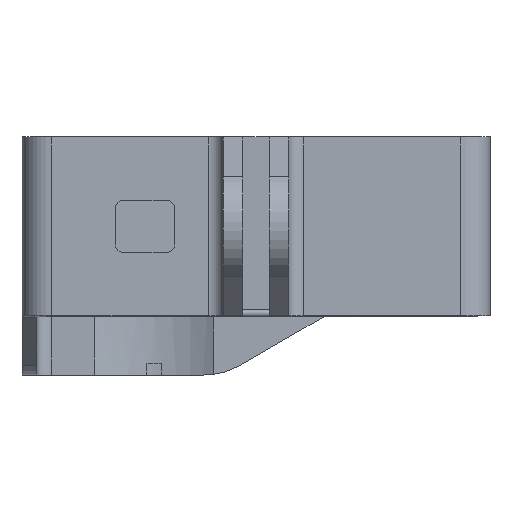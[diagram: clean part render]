
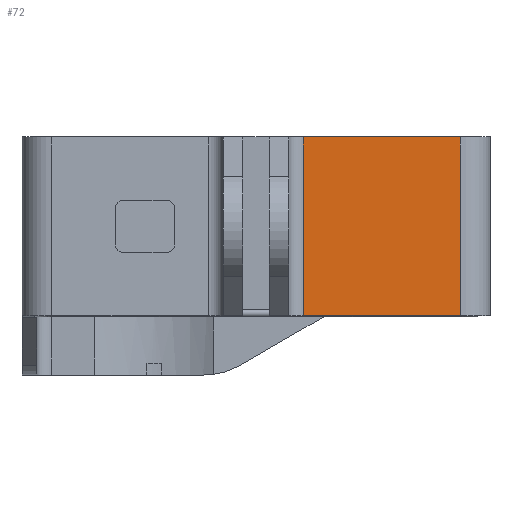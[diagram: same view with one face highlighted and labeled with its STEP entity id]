
A CAD part, front view. The second image highlights one B-rep face of the part: STEP entity #72.
In plain terms, the highlighted planar face has unit normal (0, -1, 0).
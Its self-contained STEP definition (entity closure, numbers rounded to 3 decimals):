
#72 = ADVANCED_FACE ( 'NONE', ( #1333 ), #1334, .F. ) ;
#193 = EDGE_CURVE ( 'NONE', #1002, #1003, #2201, .T. ) ;
#345 = EDGE_CURVE ( 'NONE', #532, #528, #1603, .T. ) ;
#346 = EDGE_CURVE ( 'NONE', #528, #1003, #1606, .T. ) ;
#348 = EDGE_CURVE ( 'NONE', #532, #1002, #1611, .T. ) ;
#528 = VERTEX_POINT ( 'NONE', #3018 ) ;
#532 = VERTEX_POINT ( 'NONE', #3022 ) ;
#732 = VECTOR ( 'NONE', #2206, 1000. ) ;
#899 = EDGE_LOOP ( 'NONE', ( #2730, #2733, #2836, #2713 ) ) ;
#1002 = VERTEX_POINT ( 'NONE', #3101 ) ;
#1003 = VERTEX_POINT ( 'NONE', #3102 ) ;
#1154 = VECTOR ( 'NONE', #1615, 1000. ) ;
#1160 = VECTOR ( 'NONE', #1605, 1000. ) ;
#1161 = VECTOR ( 'NONE', #1608, 1000. ) ;
#1326 = CARTESIAN_POINT ( 'NONE',  ( 6.4, -22.8, 12.075 ) ) ;
#1333 = FACE_OUTER_BOUND ( 'NONE', #899, .T. ) ;
#1334 = PLANE ( 'NONE',  #1762 ) ;
#1337 = DIRECTION ( 'NONE',  ( 0., 1., 0. ) ) ;
#1338 = DIRECTION ( 'NONE',  ( 0., 0., 1. ) ) ;
#1595 = CARTESIAN_POINT ( 'NONE',  ( 6.4, -22.8, 12.075 ) ) ;
#1603 = LINE ( 'NONE', #1604, #1160 ) ;
#1604 = CARTESIAN_POINT ( 'NONE',  ( 6.4, -22.8, 12.075 ) ) ;
#1605 = DIRECTION ( 'NONE',  ( 1., 0., 0. ) ) ;
#1606 = LINE ( 'NONE', #1607, #1161 ) ;
#1607 = CARTESIAN_POINT ( 'NONE',  ( 27.6, -22.8, 12.075 ) ) ;
#1608 = DIRECTION ( 'NONE',  ( 0., 0., -1. ) ) ;
#1611 = LINE ( 'NONE', #1595, #1154 ) ;
#1615 = DIRECTION ( 'NONE',  ( 0., 0., -1. ) ) ;
#1762 = AXIS2_PLACEMENT_3D ( 'NONE', #1326, #1337, #1338 ) ;
#2195 = CARTESIAN_POINT ( 'NONE',  ( 6.4, -22.8, -12.075 ) ) ;
#2201 = LINE ( 'NONE', #2195, #732 ) ;
#2206 = DIRECTION ( 'NONE',  ( 1., 0., 0. ) ) ;
#2713 = ORIENTED_EDGE ( 'NONE', *, *, #348, .T. ) ;
#2730 = ORIENTED_EDGE ( 'NONE', *, *, #193, .T. ) ;
#2733 = ORIENTED_EDGE ( 'NONE', *, *, #346, .F. ) ;
#2836 = ORIENTED_EDGE ( 'NONE', *, *, #345, .F. ) ;
#3018 = CARTESIAN_POINT ( 'NONE',  ( 27.6, -22.8, 12.075 ) ) ;
#3022 = CARTESIAN_POINT ( 'NONE',  ( 6.4, -22.8, 12.075 ) ) ;
#3101 = CARTESIAN_POINT ( 'NONE',  ( 6.4, -22.8, -12.075 ) ) ;
#3102 = CARTESIAN_POINT ( 'NONE',  ( 27.6, -22.8, -12.075 ) ) ;
